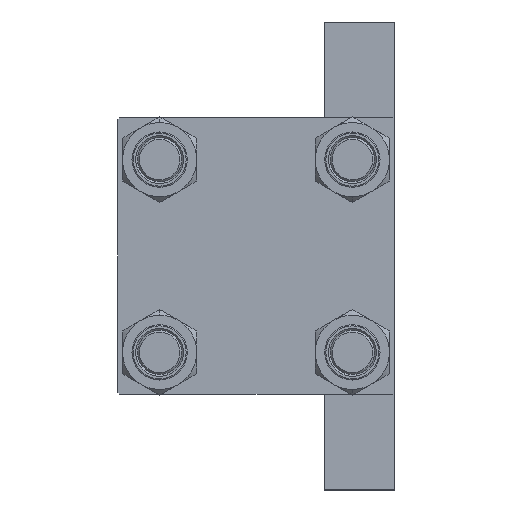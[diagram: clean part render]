
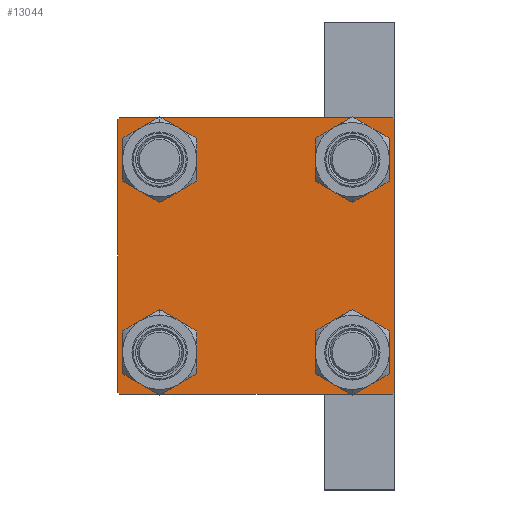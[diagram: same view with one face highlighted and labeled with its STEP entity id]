
A CAD part, left-side view. The second image highlights one B-rep face of the part: STEP entity #13044.
In plain terms, the highlighted planar face has unit normal (-1, 0, 0).
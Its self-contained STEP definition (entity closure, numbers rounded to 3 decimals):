
#216 = VERTEX_POINT ( 'NONE', #9445 ) ;
#668 = EDGE_LOOP ( 'NONE', ( #6027, #45852 ) ) ;
#688 = ORIENTED_EDGE ( 'NONE', *, *, #3621, .T. ) ;
#918 = ORIENTED_EDGE ( 'NONE', *, *, #36227, .T. ) ;
#1487 = DIRECTION ( 'NONE',  ( 1., 0., 0. ) ) ;
#1518 = CARTESIAN_POINT ( 'NONE',  ( 0., 37.5, 37.5 ) ) ;
#1743 = CIRCLE ( 'NONE', #5560, 6.5 ) ;
#1769 = EDGE_CURVE ( 'NONE', #216, #24479, #19186, .T. ) ;
#1978 = ORIENTED_EDGE ( 'NONE', *, *, #31495, .T. ) ;
#2106 = EDGE_CURVE ( 'NONE', #24433, #48131, #2759, .T. ) ;
#2390 = CARTESIAN_POINT ( 'NONE',  ( 0., -37.5, 37. ) ) ;
#2417 = DIRECTION ( 'NONE',  ( 1., 0., 0. ) ) ;
#2470 = CARTESIAN_POINT ( 'NONE',  ( 0., 37.5, -37. ) ) ;
#2727 = ORIENTED_EDGE ( 'NONE', *, *, #24595, .T. ) ;
#2759 = CIRCLE ( 'NONE', #34833, 6.5 ) ;
#2881 = EDGE_CURVE ( 'NONE', #24177, #41012, #46826, .T. ) ;
#2967 = ORIENTED_EDGE ( 'NONE', *, *, #41661, .T. ) ;
#3073 = FACE_BOUND ( 'NONE', #668, .T. ) ;
#3470 = CARTESIAN_POINT ( 'NONE',  ( 0., -26.15, -32.65 ) ) ;
#3621 = EDGE_CURVE ( 'NONE', #24479, #216, #30953, .T. ) ;
#3741 = DIRECTION ( 'NONE',  ( 0., 0., 1. ) ) ;
#3805 = DIRECTION ( 'NONE',  ( 0., 0., 1. ) ) ;
#4277 = DIRECTION ( 'NONE',  ( -1., 0., 0. ) ) ;
#4495 = DIRECTION ( 'NONE',  ( 1., 0., 0. ) ) ;
#4793 = VERTEX_POINT ( 'NONE', #6982 ) ;
#5050 = ORIENTED_EDGE ( 'NONE', *, *, #1769, .T. ) ;
#5560 = AXIS2_PLACEMENT_3D ( 'NONE', #10692, #32494, #14865 ) ;
#5706 = DIRECTION ( 'NONE',  ( 0., 0., -1. ) ) ;
#5902 = ORIENTED_EDGE ( 'NONE', *, *, #9633, .T. ) ;
#6015 = VECTOR ( 'NONE', #24769, 1000. ) ;
#6027 = ORIENTED_EDGE ( 'NONE', *, *, #2106, .T. ) ;
#6982 = CARTESIAN_POINT ( 'NONE',  ( 0., 37., 37.5 ) ) ;
#7514 = CARTESIAN_POINT ( 'NONE',  ( 0., 37., -37.5 ) ) ;
#8237 = LINE ( 'NONE', #37895, #33506 ) ;
#8635 = DIRECTION ( 'NONE',  ( 0., -1., 0. ) ) ;
#9445 = CARTESIAN_POINT ( 'NONE',  ( 0., 26.15, -19.65 ) ) ;
#9633 = EDGE_CURVE ( 'NONE', #31460, #46497, #8237, .T. ) ;
#9851 = CARTESIAN_POINT ( 'NONE',  ( 0., -37.5, 37.5 ) ) ;
#10060 = CARTESIAN_POINT ( 'NONE',  ( 0., -37.25, -37.25 ) ) ;
#10677 = FACE_BOUND ( 'NONE', #24429, .T. ) ;
#10692 = CARTESIAN_POINT ( 'NONE',  ( 0., -26.15, -26.15 ) ) ;
#11053 = CARTESIAN_POINT ( 'NONE',  ( 0., 26.15, -26.15 ) ) ;
#11358 = LINE ( 'NONE', #26317, #39981 ) ;
#11423 = EDGE_CURVE ( 'NONE', #48131, #24433, #32803, .T. ) ;
#11509 = CARTESIAN_POINT ( 'NONE',  ( 0., 26.15, 19.65 ) ) ;
#12308 = VERTEX_POINT ( 'NONE', #34877 ) ;
#13044 = ADVANCED_FACE ( 'NONE', ( #3073, #10677, #39344, #43474, #32717 ), #18532, .T. ) ;
#14376 = EDGE_LOOP ( 'NONE', ( #5050, #688 ) ) ;
#14562 = DIRECTION ( 'NONE',  ( 0., 0., 1. ) ) ;
#14865 = DIRECTION ( 'NONE',  ( 0., 0., 1. ) ) ;
#15464 = CARTESIAN_POINT ( 'NONE',  ( 0., 26.15, 32.65 ) ) ;
#16210 = CARTESIAN_POINT ( 'NONE',  ( 0., -26.15, 26.15 ) ) ;
#17392 = DIRECTION ( 'NONE',  ( 0., 0., 1. ) ) ;
#17425 = CARTESIAN_POINT ( 'NONE',  ( 0., -26.15, -19.65 ) ) ;
#17971 = AXIS2_PLACEMENT_3D ( 'NONE', #16210, #1487, #46783 ) ;
#18251 = CARTESIAN_POINT ( 'NONE',  ( 0., 37.5, 37. ) ) ;
#18510 = CARTESIAN_POINT ( 'NONE',  ( 0., 26.15, 26.15 ) ) ;
#18532 = PLANE ( 'NONE',  #31159 ) ;
#19186 = CIRCLE ( 'NONE', #39473, 6.5 ) ;
#19193 = DIRECTION ( 'NONE',  ( 1., 0., 0. ) ) ;
#19357 = DIRECTION ( 'NONE',  ( 0., 0., 1. ) ) ;
#20220 = CARTESIAN_POINT ( 'NONE',  ( 0., -26.15, 19.65 ) ) ;
#21348 = ORIENTED_EDGE ( 'NONE', *, *, #34949, .T. ) ;
#21958 = VECTOR ( 'NONE', #47274, 1000. ) ;
#22466 = CARTESIAN_POINT ( 'NONE',  ( 0., -37.5, -37. ) ) ;
#22877 = EDGE_LOOP ( 'NONE', ( #5902, #21348, #2727, #33055, #30100, #36935, #26495, #32529 ) ) ;
#22931 = VECTOR ( 'NONE', #28947, 1000. ) ;
#23629 = DIRECTION ( 'NONE',  ( 0., 0., 1. ) ) ;
#24177 = VERTEX_POINT ( 'NONE', #2390 ) ;
#24429 = EDGE_LOOP ( 'NONE', ( #1978, #2967 ) ) ;
#24433 = VERTEX_POINT ( 'NONE', #46897 ) ;
#24479 = VERTEX_POINT ( 'NONE', #48110 ) ;
#24595 = EDGE_CURVE ( 'NONE', #35936, #12308, #40674, .T. ) ;
#24690 = VECTOR ( 'NONE', #5706, 1000. ) ;
#24769 = DIRECTION ( 'NONE',  ( 0., 0.707, 0.707 ) ) ;
#24987 = AXIS2_PLACEMENT_3D ( 'NONE', #43305, #2417, #17392 ) ;
#26314 = DIRECTION ( 'NONE',  ( 0., -0.707, -0.707 ) ) ;
#26317 = CARTESIAN_POINT ( 'NONE',  ( 0., 37.25, 37.25 ) ) ;
#26407 = DIRECTION ( 'NONE',  ( 0., 0., -1. ) ) ;
#26495 = ORIENTED_EDGE ( 'NONE', *, *, #39340, .F. ) ;
#26600 = CARTESIAN_POINT ( 'NONE',  ( 0., 0., 0. ) ) ;
#26792 = CARTESIAN_POINT ( 'NONE',  ( 0., 37.25, -37.25 ) ) ;
#28133 = DIRECTION ( 'NONE',  ( 1., 0., 0. ) ) ;
#28947 = DIRECTION ( 'NONE',  ( 0., -1., 0. ) ) ;
#28995 = DIRECTION ( 'NONE',  ( 1., 0., 0. ) ) ;
#29497 = EDGE_CURVE ( 'NONE', #24177, #40861, #38709, .T. ) ;
#29654 = VERTEX_POINT ( 'NONE', #17425 ) ;
#30100 = ORIENTED_EDGE ( 'NONE', *, *, #2881, .F. ) ;
#30455 = VECTOR ( 'NONE', #26314, 1000. ) ;
#30953 = CIRCLE ( 'NONE', #37231, 6.5 ) ;
#31159 = AXIS2_PLACEMENT_3D ( 'NONE', #26600, #4277, #3805 ) ;
#31460 = VERTEX_POINT ( 'NONE', #18251 ) ;
#31495 = EDGE_CURVE ( 'NONE', #29654, #40212, #42838, .T. ) ;
#32098 = CIRCLE ( 'NONE', #46937, 6.5 ) ;
#32494 = DIRECTION ( 'NONE',  ( 1., 0., 0. ) ) ;
#32529 = ORIENTED_EDGE ( 'NONE', *, *, #39163, .T. ) ;
#32686 = AXIS2_PLACEMENT_3D ( 'NONE', #40970, #19193, #14562 ) ;
#32717 = FACE_OUTER_BOUND ( 'NONE', #22877, .T. ) ;
#32803 = CIRCLE ( 'NONE', #17971, 6.5 ) ;
#33055 = ORIENTED_EDGE ( 'NONE', *, *, #46485, .T. ) ;
#33152 = CARTESIAN_POINT ( 'NONE',  ( 0., -26.15, 26.15 ) ) ;
#33506 = VECTOR ( 'NONE', #26407, 1000. ) ;
#33637 = LINE ( 'NONE', #26792, #30455 ) ;
#34249 = EDGE_CURVE ( 'NONE', #40252, #45790, #34366, .T. ) ;
#34366 = CIRCLE ( 'NONE', #24987, 6.5 ) ;
#34415 = ORIENTED_EDGE ( 'NONE', *, *, #34249, .T. ) ;
#34833 = AXIS2_PLACEMENT_3D ( 'NONE', #33152, #28995, #3741 ) ;
#34877 = CARTESIAN_POINT ( 'NONE',  ( 0., -37., -37.5 ) ) ;
#34949 = EDGE_CURVE ( 'NONE', #46497, #35936, #33637, .T. ) ;
#35080 = LINE ( 'NONE', #1518, #45472 ) ;
#35699 = CARTESIAN_POINT ( 'NONE',  ( 0., -37., 37.5 ) ) ;
#35936 = VERTEX_POINT ( 'NONE', #7514 ) ;
#36227 = EDGE_CURVE ( 'NONE', #45790, #40252, #32098, .T. ) ;
#36935 = ORIENTED_EDGE ( 'NONE', *, *, #29497, .T. ) ;
#37231 = AXIS2_PLACEMENT_3D ( 'NONE', #46709, #28133, #45743 ) ;
#37895 = CARTESIAN_POINT ( 'NONE',  ( 0., 37.5, 37.5 ) ) ;
#38032 = DIRECTION ( 'NONE',  ( 0., 0.707, -0.707 ) ) ;
#38709 = LINE ( 'NONE', #46773, #6015 ) ;
#39163 = EDGE_CURVE ( 'NONE', #4793, #31460, #11358, .T. ) ;
#39340 = EDGE_CURVE ( 'NONE', #4793, #40861, #35080, .T. ) ;
#39344 = FACE_BOUND ( 'NONE', #14376, .T. ) ;
#39473 = AXIS2_PLACEMENT_3D ( 'NONE', #11053, #48244, #19357 ) ;
#39981 = VECTOR ( 'NONE', #38032, 1000. ) ;
#40212 = VERTEX_POINT ( 'NONE', #3470 ) ;
#40252 = VERTEX_POINT ( 'NONE', #15464 ) ;
#40674 = LINE ( 'NONE', #44109, #22931 ) ;
#40861 = VERTEX_POINT ( 'NONE', #35699 ) ;
#40970 = CARTESIAN_POINT ( 'NONE',  ( 0., -26.15, -26.15 ) ) ;
#41012 = VERTEX_POINT ( 'NONE', #22466 ) ;
#41661 = EDGE_CURVE ( 'NONE', #40212, #29654, #1743, .T. ) ;
#42838 = CIRCLE ( 'NONE', #32686, 6.5 ) ;
#43305 = CARTESIAN_POINT ( 'NONE',  ( 0., 26.15, 26.15 ) ) ;
#43474 = FACE_BOUND ( 'NONE', #46075, .T. ) ;
#44109 = CARTESIAN_POINT ( 'NONE',  ( 0., 37.5, -37.5 ) ) ;
#45472 = VECTOR ( 'NONE', #8635, 1000. ) ;
#45743 = DIRECTION ( 'NONE',  ( 0., 0., 1. ) ) ;
#45790 = VERTEX_POINT ( 'NONE', #11509 ) ;
#45852 = ORIENTED_EDGE ( 'NONE', *, *, #11423, .T. ) ;
#46075 = EDGE_LOOP ( 'NONE', ( #34415, #918 ) ) ;
#46485 = EDGE_CURVE ( 'NONE', #12308, #41012, #47510, .T. ) ;
#46497 = VERTEX_POINT ( 'NONE', #2470 ) ;
#46709 = CARTESIAN_POINT ( 'NONE',  ( 0., 26.15, -26.15 ) ) ;
#46773 = CARTESIAN_POINT ( 'NONE',  ( 0., -37.25, 37.25 ) ) ;
#46783 = DIRECTION ( 'NONE',  ( 0., 0., 1. ) ) ;
#46826 = LINE ( 'NONE', #9851, #24690 ) ;
#46897 = CARTESIAN_POINT ( 'NONE',  ( 0., -26.15, 32.65 ) ) ;
#46937 = AXIS2_PLACEMENT_3D ( 'NONE', #18510, #4495, #23629 ) ;
#47274 = DIRECTION ( 'NONE',  ( 0., -0.707, 0.707 ) ) ;
#47510 = LINE ( 'NONE', #10060, #21958 ) ;
#48110 = CARTESIAN_POINT ( 'NONE',  ( 0., 26.15, -32.65 ) ) ;
#48131 = VERTEX_POINT ( 'NONE', #20220 ) ;
#48244 = DIRECTION ( 'NONE',  ( 1., 0., 0. ) ) ;
